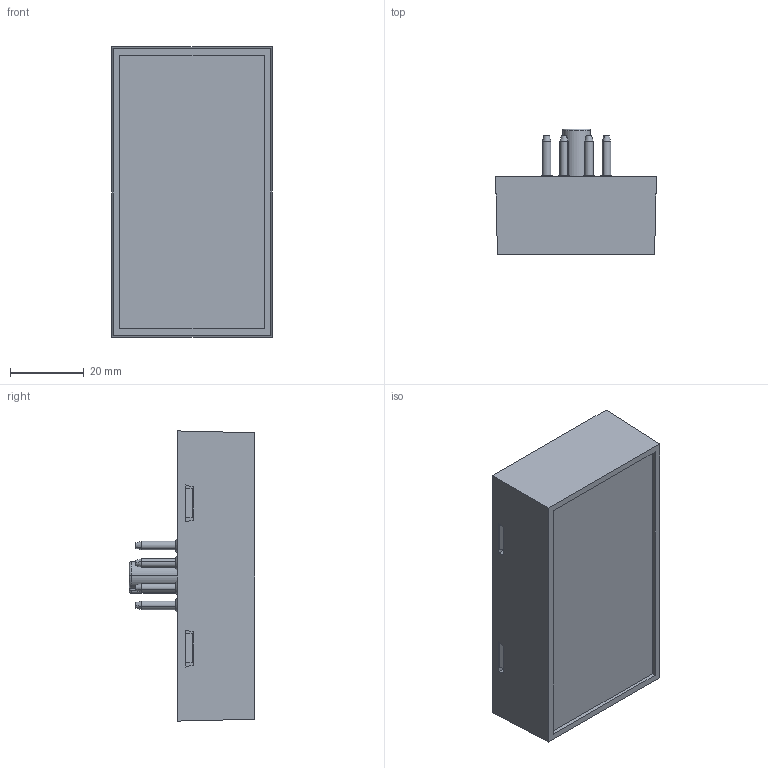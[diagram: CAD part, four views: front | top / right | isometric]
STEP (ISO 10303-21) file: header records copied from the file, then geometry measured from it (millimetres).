
FILE_DESCRIPTION (( 'STEP AP214' ), '1' );
FILE_NAME ('TPCS-43-03.STEP', '2022-01-17T12:49:02', ( '' ), ( '' ), 'SwSTEP 2.0', 'SolidWorks 2017', '' );
FILE_SCHEMA (( 'AUTOMOTIVE_DESIGN' ));
Length unit declared in the file: millimetre
Products named in the file (17): Top Cover-TTPS-43; TPCS-43-03; Pin; Baseplate-8pins-TBP-43-8; BasePlate-8Pins; IC-043-BasePCB8Pins
Assembly tree (12 placements, depth 3):
  TPCS-43-03
    Baseplate-8pins-TBP-43-8
      BasePlate-8Pins
      Pin  x8
      IC-043-BasePCB8Pins
    Top Cover-TTPS-43
  Pin
  BasePlate-8Pins
  Pin
  Pin
Bounding box: 43.5 x 34 x 78.5 mm (x, y, z)
Volume: 28239.3 mm3; surface area: 32744.7 mm2
Topology: 11 solids, 11 shells, 283 faces, 616 edges, 396 vertices
Faces by surface type: cylinder 126, plane 120, cone 32, torus 3, sphere 2
Entity records: 5260 total; most frequent: DIRECTION 895, CARTESIAN_POINT 845, ORIENTED_EDGE 780, EDGE_CURVE 390, AXIS2_PLACEMENT_3D 328, VERTEX_POINT 256, VECTOR 239, LINE 239
